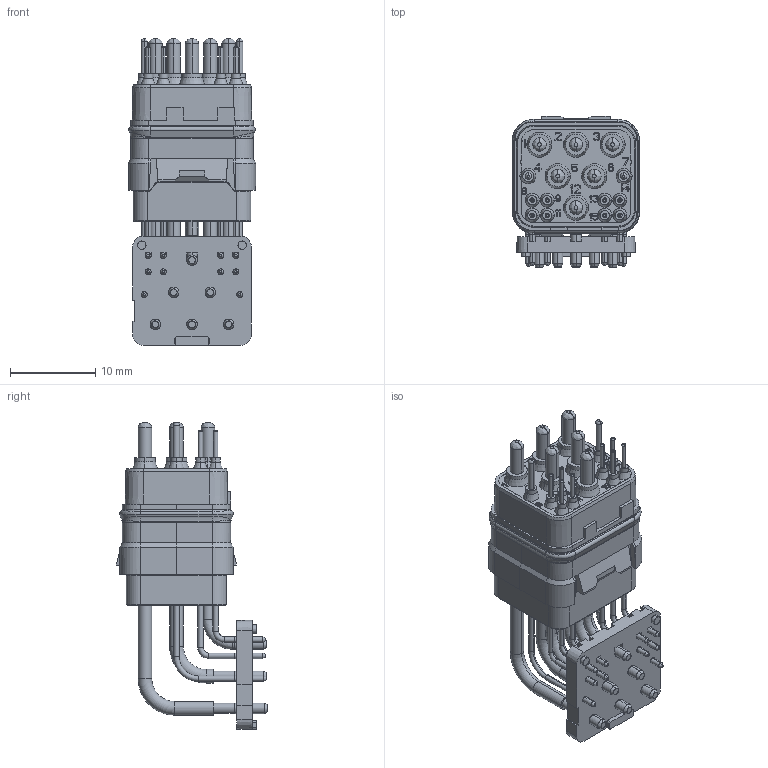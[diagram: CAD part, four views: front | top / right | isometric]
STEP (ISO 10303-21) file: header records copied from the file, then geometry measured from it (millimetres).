
FILE_DESCRIPTION((''),'2;1');
FILE_NAME('SIME1602PBPBR','2019-12-16T',('presta_be4'),(''),'CREO PARAMETRIC BY PTC INC, 2018360','CREO PARAMETRIC BY PTC INC, 2018360','');
FILE_SCHEMA(('CONFIG_CONTROL_DESIGN'));
Products named in the file (1): SIME1602PBPBR
Bounding box: 15 x 17.75 x 36.01 mm (x, y, z)
Volume: 3315.6 mm3; surface area: 5143.2 mm2
Topology: 1 solids, 2 shells, 2311 faces, 6070 edges, 3910 vertices
Faces by surface type: plane 1585, cylinder 450, cone 128, torus 88, bspline 56, sphere 4
Entity records: 74576 total; most frequent: CARTESIAN_POINT 16864, ORIENTED_EDGE 12140, DIRECTION 11620, EDGE_CURVE 6070, VECTOR 4724, LINE 4724, VERTEX_POINT 3918, AXIS2_PLACEMENT_3D 3448
